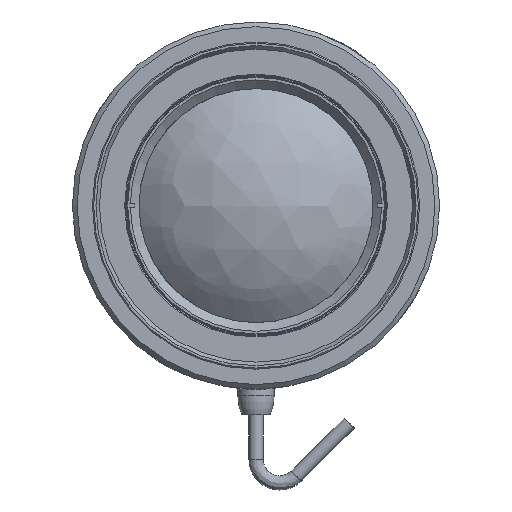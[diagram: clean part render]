
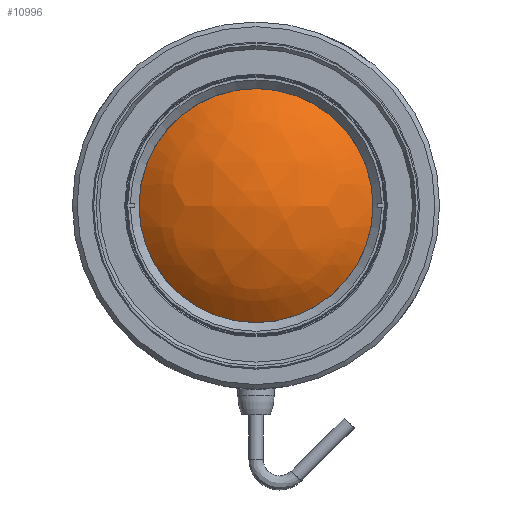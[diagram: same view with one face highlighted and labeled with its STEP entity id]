
A CAD part, front view. The second image highlights one B-rep face of the part: STEP entity #10996.
In plain terms, the highlighted free-form (B-spline) face has degree [3, 3] with [4, 4] control points.
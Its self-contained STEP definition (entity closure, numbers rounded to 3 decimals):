
#191 = CARTESIAN_POINT ( 'NONE',  ( 27.721, -65.477, 10.157 ) ) ;
#432 = CARTESIAN_POINT ( 'NONE',  ( 19.106, -55.467, 25.391 ) ) ;
#984 = ORIENTED_EDGE ( 'NONE', *, *, #16599, .T. ) ;
#1277 = CIRCLE ( 'NONE', #8172, 24.95 ) ;
#1342 = CARTESIAN_POINT ( 'NONE',  ( 0., -62.933, 0. ) ) ;
#1760 = CARTESIAN_POINT ( 'NONE',  ( -7.551, -65.473, -25.285 ) ) ;
#3322 = CARTESIAN_POINT ( 'NONE',  ( -27.649, -65.586, -10.004 ) ) ;
#5135 = CARTESIAN_POINT ( 'NONE',  ( 11.07, -79.857, -10.004 ) ) ;
#7639 = CARTESIAN_POINT ( 'NONE',  ( -27.625, -65.559, 10.157 ) ) ;
#8172 = AXIS2_PLACEMENT_3D ( 'NONE', #1342, #13827, #8673 ) ;
#8673 = DIRECTION ( 'NONE',  ( 0., 0., 1. ) ) ;
#9446 = CARTESIAN_POINT ( 'NONE',  ( -7.528, -65.373, 25.391 ) ) ;
#10549 = CARTESIAN_POINT ( 'NONE',  ( -19.099, -55.593, -25.285 ) ) ;
#10996 = ADVANCED_FACE ( 'NONE', ( #23644 ), #20077, .T. ) ;
#11494 = CARTESIAN_POINT ( 'NONE',  ( 11.06, -79.817, 10.157 ) ) ;
#12469 = CARTESIAN_POINT ( 'NONE',  ( -10.931, -79.889, -10.004 ) ) ;
#13827 = DIRECTION ( 'NONE',  ( 0., -1., 0. ) ) ;
#14263 = CARTESIAN_POINT ( 'NONE',  ( 7.647, -65.451, -25.285 ) ) ;
#15094 = CARTESIAN_POINT ( 'NONE',  ( 7.623, -65.351, 25.391 ) ) ;
#16599 = EDGE_CURVE ( 'NONE', #18876, #18876, #1277, .T. ) ;
#16647 = CARTESIAN_POINT ( 'NONE',  ( -10.922, -79.849, 10.157 ) ) ;
#17394 = EDGE_LOOP ( 'NONE', ( #984 ) ) ;
#18233 = CARTESIAN_POINT ( 'NONE',  ( 19.165, -55.536, -25.285 ) ) ;
#18631 = CARTESIAN_POINT ( 'NONE',  ( 0., -62.933, 24.95 ) ) ;
#18876 = VERTEX_POINT ( 'NONE', #18631 ) ;
#18944 = CARTESIAN_POINT ( 'NONE',  ( -19.04, -55.524, 25.391 ) ) ;
#20077 =( BOUNDED_SURFACE ( )  B_SPLINE_SURFACE ( 3, 3, ( 
 ( #18233, #14263, #1760, #10549 ),
 ( #21610, #5135, #12469, #3322 ),
 ( #191, #11494, #16647, #7639 ),
 ( #432, #15094, #9446, #18944 ) ),
 .UNSPECIFIED., .F., .F., .F. ) 
 B_SPLINE_SURFACE_WITH_KNOTS ( ( 4, 4 ),
 ( 4, 4 ),
 ( 0., 1. ),
 ( 0., 1. ),
 .UNSPECIFIED. ) 
 GEOMETRIC_REPRESENTATION_ITEM ( )  RATIONAL_B_SPLINE_SURFACE ( (
 ( 1., 0.839, 0.839, 1.),
 ( 0.838, 0.703, 0.703, 0.838),
 ( 0.838, 0.703, 0.703, 0.838),
 ( 1., 0.839, 0.839, 1.) ) ) 
 REPRESENTATION_ITEM ( '' )  SURFACE ( )  );
#21610 = CARTESIAN_POINT ( 'NONE',  ( 27.745, -65.504, -10.004 ) ) ;
#23644 = FACE_OUTER_BOUND ( 'NONE', #17394, .T. ) ;
